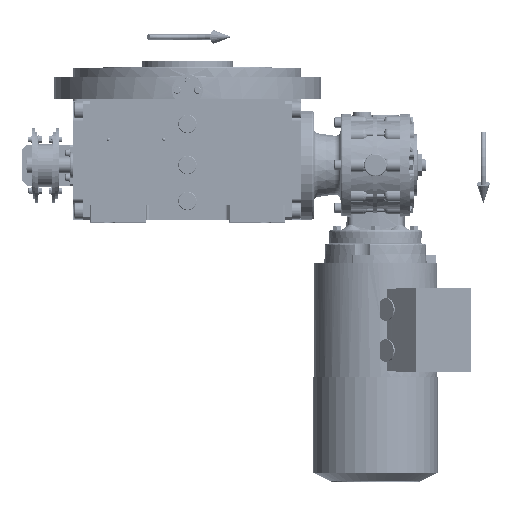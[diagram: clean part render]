
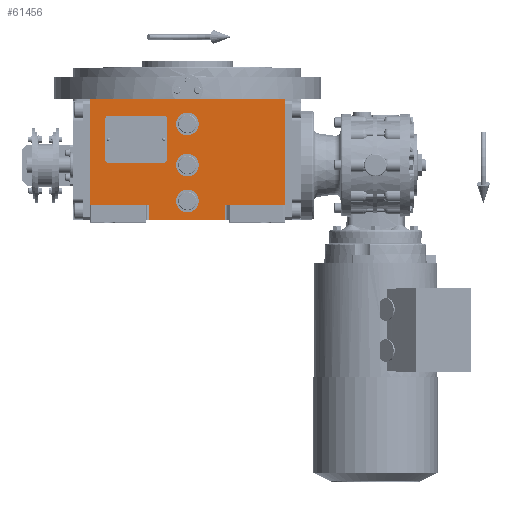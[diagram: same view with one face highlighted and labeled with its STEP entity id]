
A CAD part, top view. The second image highlights one B-rep face of the part: STEP entity #61456.
In plain terms, the highlighted planar face has unit normal (0, 0, 1).
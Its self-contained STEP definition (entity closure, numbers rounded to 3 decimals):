
#5165 = DIRECTION ( 'NONE',  ( 1., 0., 0. ) ) ;
#6842 = ORIENTED_EDGE ( 'NONE', *, *, #125162, .F. ) ;
#6951 = VECTOR ( 'NONE', #54208, 1000. ) ;
#7311 = CARTESIAN_POINT ( 'NONE',  ( -37., -53.5, 163.5 ) ) ;
#8095 = VERTEX_POINT ( 'NONE', #85249 ) ;
#9081 = DIRECTION ( 'NONE',  ( 1., 0., 0. ) ) ;
#9671 = AXIS2_PLACEMENT_3D ( 'NONE', #143105, #154953, #26725 ) ;
#11698 = CARTESIAN_POINT ( 'NONE',  ( -94.5, -38.5, 163.5 ) ) ;
#12081 = LINE ( 'NONE', #50918, #6951 ) ;
#12931 = VECTOR ( 'NONE', #136081, 1000. ) ;
#15788 = FACE_BOUND ( 'NONE', #100139, .T. ) ;
#16501 = CARTESIAN_POINT ( 'NONE',  ( -94.5, 64.5, 163.5 ) ) ;
#17910 = CARTESIAN_POINT ( 'NONE',  ( 11., -35., 163.5 ) ) ;
#18498 = CARTESIAN_POINT ( 'NONE',  ( 94.5, -38.5, 163.5 ) ) ;
#22885 = LINE ( 'NONE', #163756, #146055 ) ;
#26725 = DIRECTION ( 'NONE',  ( 1., 0., 0. ) ) ;
#26990 = CARTESIAN_POINT ( 'NONE',  ( 94.5, -38.5, 163.5 ) ) ;
#29284 = PLANE ( 'NONE',  #93620 ) ;
#29425 = EDGE_CURVE ( 'NONE', #127670, #141561, #69144, .T. ) ;
#30452 = EDGE_LOOP ( 'NONE', ( #128144, #51733 ) ) ;
#31227 = VECTOR ( 'NONE', #9081, 1000. ) ;
#33332 = DIRECTION ( 'NONE',  ( -1., 0., 0. ) ) ;
#33411 = DIRECTION ( 'NONE',  ( -1., 0., 0. ) ) ;
#33895 = CARTESIAN_POINT ( 'NONE',  ( -11., 0., 163.5 ) ) ;
#38835 = ORIENTED_EDGE ( 'NONE', *, *, #84528, .F. ) ;
#40801 = DIRECTION ( 'NONE',  ( -1., 0., 0. ) ) ;
#40902 = ORIENTED_EDGE ( 'NONE', *, *, #71057, .F. ) ;
#46559 = DIRECTION ( 'NONE',  ( 1., 0., 0. ) ) ;
#47607 = AXIS2_PLACEMENT_3D ( 'NONE', #65285, #79591, #40801 ) ;
#48757 = LINE ( 'NONE', #85036, #31227 ) ;
#48947 = AXIS2_PLACEMENT_3D ( 'NONE', #148874, #85634, #33332 ) ;
#50918 = CARTESIAN_POINT ( 'NONE',  ( 37., -38.5, 163.5 ) ) ;
#51733 = ORIENTED_EDGE ( 'NONE', *, *, #123247, .F. ) ;
#52115 = FACE_OUTER_BOUND ( 'NONE', #163538, .T. ) ;
#52927 = CARTESIAN_POINT ( 'NONE',  ( -94.5, -53.5, 163.5 ) ) ;
#54208 = DIRECTION ( 'NONE',  ( 0., -1., 0. ) ) ;
#55761 = CARTESIAN_POINT ( 'NONE',  ( -94.5, 64.5, 163.5 ) ) ;
#55824 = ORIENTED_EDGE ( 'NONE', *, *, #120384, .T. ) ;
#56984 = DIRECTION ( 'NONE',  ( 0., 0., 1. ) ) ;
#57602 = VERTEX_POINT ( 'NONE', #123760 ) ;
#59343 = LINE ( 'NONE', #85484, #12931 ) ;
#61456 = ADVANCED_FACE ( 'NONE', ( #143152, #15788, #117845, #52115 ), #29284, .T. ) ;
#62282 = EDGE_CURVE ( 'NONE', #57602, #67499, #59343, .T. ) ;
#63150 = LINE ( 'NONE', #11698, #90772 ) ;
#65285 = CARTESIAN_POINT ( 'NONE',  ( 0., 40., 163.5 ) ) ;
#67499 = VERTEX_POINT ( 'NONE', #133374 ) ;
#68050 = CIRCLE ( 'NONE', #92372, 11. ) ;
#69144 = CIRCLE ( 'NONE', #47607, 11. ) ;
#69256 = DIRECTION ( 'NONE',  ( 1., 0., 0. ) ) ;
#69738 = CARTESIAN_POINT ( 'NONE',  ( 0., 0., 163.5 ) ) ;
#71057 = EDGE_CURVE ( 'NONE', #124069, #82610, #63150, .T. ) ;
#71248 = CARTESIAN_POINT ( 'NONE',  ( 0., -35., 163.5 ) ) ;
#73059 = DIRECTION ( 'NONE',  ( 0., 0., 1. ) ) ;
#74381 = CARTESIAN_POINT ( 'NONE',  ( 37., -38.5, 163.5 ) ) ;
#77695 = VERTEX_POINT ( 'NONE', #26990 ) ;
#79079 = CIRCLE ( 'NONE', #100661, 11. ) ;
#79591 = DIRECTION ( 'NONE',  ( 0., 0., 1. ) ) ;
#80239 = VERTEX_POINT ( 'NONE', #33895 ) ;
#82610 = VERTEX_POINT ( 'NONE', #16501 ) ;
#82739 = EDGE_CURVE ( 'NONE', #134797, #124328, #143385, .T. ) ;
#83953 = DIRECTION ( 'NONE',  ( 1., 0., 0. ) ) ;
#84528 = EDGE_CURVE ( 'NONE', #141561, #127670, #68050, .T. ) ;
#85036 = CARTESIAN_POINT ( 'NONE',  ( 37., -38.5, 163.5 ) ) ;
#85249 = CARTESIAN_POINT ( 'NONE',  ( 37., -53.5, 163.5 ) ) ;
#85484 = CARTESIAN_POINT ( 'NONE',  ( -37., -53.5, 163.5 ) ) ;
#85634 = DIRECTION ( 'NONE',  ( 0., 0., 1. ) ) ;
#90772 = VECTOR ( 'NONE', #165208, 1000. ) ;
#92372 = AXIS2_PLACEMENT_3D ( 'NONE', #130838, #104732, #69256 ) ;
#92757 = VECTOR ( 'NONE', #163329, 1000. ) ;
#93620 = AXIS2_PLACEMENT_3D ( 'NONE', #52927, #129673, #104372 ) ;
#93744 = ORIENTED_EDGE ( 'NONE', *, *, #147592, .F. ) ;
#94985 = ORIENTED_EDGE ( 'NONE', *, *, #102429, .T. ) ;
#96438 = ORIENTED_EDGE ( 'NONE', *, *, #62282, .F. ) ;
#98937 = VERTEX_POINT ( 'NONE', #74381 ) ;
#100139 = EDGE_LOOP ( 'NONE', ( #159017, #158095 ) ) ;
#100661 = AXIS2_PLACEMENT_3D ( 'NONE', #69738, #73059, #33411 ) ;
#102429 = EDGE_CURVE ( 'NONE', #57602, #8095, #161688, .T. ) ;
#104372 = DIRECTION ( 'NONE',  ( 1., 0., 0. ) ) ;
#104732 = DIRECTION ( 'NONE',  ( 0., 0., 1. ) ) ;
#105406 = CIRCLE ( 'NONE', #48947, 11. ) ;
#105674 = VERTEX_POINT ( 'NONE', #162793 ) ;
#106748 = CIRCLE ( 'NONE', #9671, 11. ) ;
#107340 = CARTESIAN_POINT ( 'NONE',  ( -94.5, -38.5, 163.5 ) ) ;
#107776 = CARTESIAN_POINT ( 'NONE',  ( -11., -35., 163.5 ) ) ;
#107880 = ORIENTED_EDGE ( 'NONE', *, *, #29425, .F. ) ;
#110150 = EDGE_CURVE ( 'NONE', #77695, #105674, #123876, .T. ) ;
#113660 = ORIENTED_EDGE ( 'NONE', *, *, #110150, .T. ) ;
#115412 = EDGE_CURVE ( 'NONE', #98937, #77695, #48757, .T. ) ;
#115527 = EDGE_CURVE ( 'NONE', #141213, #80239, #106748, .T. ) ;
#115651 = CARTESIAN_POINT ( 'NONE',  ( 11., 0., 163.5 ) ) ;
#117845 = FACE_BOUND ( 'NONE', #158549, .T. ) ;
#119852 = LINE ( 'NONE', #55761, #149878 ) ;
#120384 = EDGE_CURVE ( 'NONE', #124069, #67499, #22885, .T. ) ;
#123247 = EDGE_CURVE ( 'NONE', #80239, #141213, #79079, .T. ) ;
#123760 = CARTESIAN_POINT ( 'NONE',  ( -37., -53.5, 163.5 ) ) ;
#123876 = LINE ( 'NONE', #18498, #126288 ) ;
#124069 = VERTEX_POINT ( 'NONE', #107340 ) ;
#124328 = VERTEX_POINT ( 'NONE', #107776 ) ;
#125162 = EDGE_CURVE ( 'NONE', #98937, #8095, #12081, .T. ) ;
#126288 = VECTOR ( 'NONE', #149155, 1000. ) ;
#127670 = VERTEX_POINT ( 'NONE', #161067 ) ;
#128144 = ORIENTED_EDGE ( 'NONE', *, *, #115527, .F. ) ;
#129673 = DIRECTION ( 'NONE',  ( 0., 0., 1. ) ) ;
#130838 = CARTESIAN_POINT ( 'NONE',  ( 0., 40., 163.5 ) ) ;
#133374 = CARTESIAN_POINT ( 'NONE',  ( -37., -38.5, 163.5 ) ) ;
#134797 = VERTEX_POINT ( 'NONE', #17910 ) ;
#136081 = DIRECTION ( 'NONE',  ( 0., 1., 0. ) ) ;
#141213 = VERTEX_POINT ( 'NONE', #115651 ) ;
#141561 = VERTEX_POINT ( 'NONE', #154867 ) ;
#143105 = CARTESIAN_POINT ( 'NONE',  ( 0., 0., 163.5 ) ) ;
#143152 = FACE_BOUND ( 'NONE', #30452, .T. ) ;
#143385 = CIRCLE ( 'NONE', #148819, 11. ) ;
#146055 = VECTOR ( 'NONE', #46559, 1000. ) ;
#147592 = EDGE_CURVE ( 'NONE', #82610, #105674, #119852, .T. ) ;
#148819 = AXIS2_PLACEMENT_3D ( 'NONE', #71248, #56984, #83953 ) ;
#148874 = CARTESIAN_POINT ( 'NONE',  ( 0., -35., 163.5 ) ) ;
#149155 = DIRECTION ( 'NONE',  ( 0., 1., 0. ) ) ;
#149878 = VECTOR ( 'NONE', #5165, 1000. ) ;
#152858 = ORIENTED_EDGE ( 'NONE', *, *, #115412, .T. ) ;
#154867 = CARTESIAN_POINT ( 'NONE',  ( 11., 40., 163.5 ) ) ;
#154953 = DIRECTION ( 'NONE',  ( 0., 0., 1. ) ) ;
#158095 = ORIENTED_EDGE ( 'NONE', *, *, #165724, .F. ) ;
#158549 = EDGE_LOOP ( 'NONE', ( #38835, #107880 ) ) ;
#159017 = ORIENTED_EDGE ( 'NONE', *, *, #82739, .F. ) ;
#161067 = CARTESIAN_POINT ( 'NONE',  ( -11., 40., 163.5 ) ) ;
#161688 = LINE ( 'NONE', #7311, #92757 ) ;
#162793 = CARTESIAN_POINT ( 'NONE',  ( 94.5, 64.5, 163.5 ) ) ;
#163329 = DIRECTION ( 'NONE',  ( 1., 0., 0. ) ) ;
#163538 = EDGE_LOOP ( 'NONE', ( #94985, #6842, #152858, #113660, #93744, #40902, #55824, #96438 ) ) ;
#163756 = CARTESIAN_POINT ( 'NONE',  ( -94.5, -38.5, 163.5 ) ) ;
#165208 = DIRECTION ( 'NONE',  ( 0., 1., 0. ) ) ;
#165724 = EDGE_CURVE ( 'NONE', #124328, #134797, #105406, .T. ) ;
